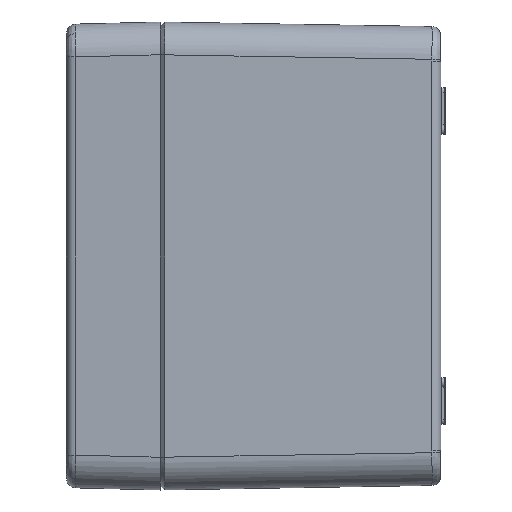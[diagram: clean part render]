
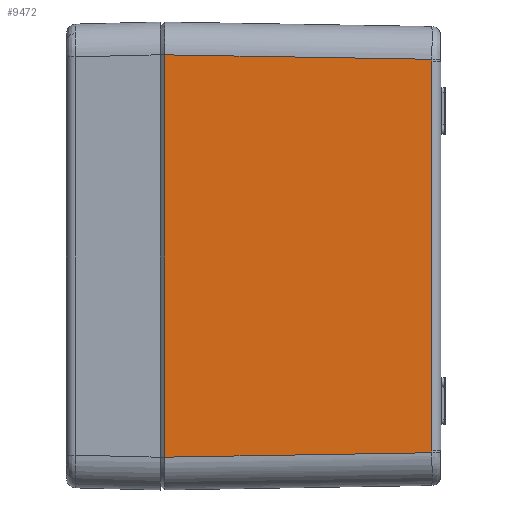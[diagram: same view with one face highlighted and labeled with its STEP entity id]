
A CAD part, left-side view. The second image highlights one B-rep face of the part: STEP entity #9472.
In plain terms, the highlighted planar face has unit normal (-1, -0.017, 0).
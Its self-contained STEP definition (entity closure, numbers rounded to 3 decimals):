
#6224 = LINE ( 'NONE', #11161, #7596 ) ;
#6225 = LINE ( 'NONE', #11163, #7597 ) ;
#6226 = LINE ( 'NONE', #11169, #7598 ) ;
#6227 = LINE ( 'NONE', #11171, #7599 ) ;
#7596 = VECTOR ( 'NONE', #11162, 1000. ) ;
#7597 = VECTOR ( 'NONE', #11164, 1000. ) ;
#7598 = VECTOR ( 'NONE', #11170, 1000. ) ;
#7599 = VECTOR ( 'NONE', #11172, 1000. ) ;
#8912 = B_SPLINE_CURVE_WITH_KNOTS ( 'NONE', 3,
 ( #11157, #11158, #11159, #11160 ),
 .UNSPECIFIED., .F., .F.,
 ( 4, 4 ),
 ( 0., 0. ),
 .UNSPECIFIED. ) ;
#8913 = B_SPLINE_CURVE_WITH_KNOTS ( 'NONE', 3,
 ( #11165, #11166, #11167, #11168 ),
 .UNSPECIFIED., .F., .F.,
 ( 4, 4 ),
 ( 0., 0. ),
 .UNSPECIFIED. ) ;
#9472 = ADVANCED_FACE ( 'NONE', ( #34995 ), #33484, .T. ) ;
#9683 = CARTESIAN_POINT ( 'NONE',  ( -49.983, -1., -42.984 ) ) ;
#9684 = CARTESIAN_POINT ( 'NONE',  ( -49.033, -58.036, -42.034 ) ) ;
#9686 = CARTESIAN_POINT ( 'NONE',  ( -49.033, -58.033, -41.659 ) ) ;
#9688 = CARTESIAN_POINT ( 'NONE',  ( -49.033, -58.033, 41.659 ) ) ;
#9689 = CARTESIAN_POINT ( 'NONE',  ( -49.033, -58.036, 42.034 ) ) ;
#9691 = CARTESIAN_POINT ( 'NONE',  ( -49.983, -1., 42.984 ) ) ;
#11157 = CARTESIAN_POINT ( 'NONE',  ( -49.033, -58.036, -42.034 ) ) ;
#11158 = CARTESIAN_POINT ( 'NONE',  ( -49.033, -58.034, -41.909 ) ) ;
#11159 = CARTESIAN_POINT ( 'NONE',  ( -49.033, -58.033, -41.784 ) ) ;
#11160 = CARTESIAN_POINT ( 'NONE',  ( -49.033, -58.033, -41.659 ) ) ;
#11161 = CARTESIAN_POINT ( 'NONE',  ( -50.002, 0.117, -43.003 ) ) ;
#11162 = DIRECTION ( 'NONE',  ( 0.017, -1., 0.017 ) ) ;
#11163 = CARTESIAN_POINT ( 'NONE',  ( -49.033, -58.033, 42.001 ) ) ;
#11164 = DIRECTION ( 'NONE',  ( 0., 0., 1. ) ) ;
#11165 = CARTESIAN_POINT ( 'NONE',  ( -49.033, -58.033, 41.659 ) ) ;
#11166 = CARTESIAN_POINT ( 'NONE',  ( -49.033, -58.033, 41.784 ) ) ;
#11167 = CARTESIAN_POINT ( 'NONE',  ( -49.033, -58.034, 41.909 ) ) ;
#11168 = CARTESIAN_POINT ( 'NONE',  ( -49.033, -58.036, 42.034 ) ) ;
#11169 = CARTESIAN_POINT ( 'NONE',  ( -49.974, -1.549, 42.975 ) ) ;
#11170 = DIRECTION ( 'NONE',  ( -0.017, 1., 0.017 ) ) ;
#11171 = CARTESIAN_POINT ( 'NONE',  ( -49.983, -1., -50. ) ) ;
#11172 = DIRECTION ( 'NONE',  ( 0., 0., -1. ) ) ;
#18851 = EDGE_LOOP ( 'NONE', ( #22928, #22930, #22929, #22931, #22932, #22933 ) ) ;
#20922 = VERTEX_POINT ( 'NONE', #9683 ) ;
#20923 = VERTEX_POINT ( 'NONE', #9684 ) ;
#20924 = VERTEX_POINT ( 'NONE', #9686 ) ;
#20925 = VERTEX_POINT ( 'NONE', #9688 ) ;
#20926 = VERTEX_POINT ( 'NONE', #9689 ) ;
#20927 = VERTEX_POINT ( 'NONE', #9691 ) ;
#22928 = ORIENTED_EDGE ( 'NONE', *, *, #23626, .T. ) ;
#22929 = ORIENTED_EDGE ( 'NONE', *, *, #23627, .T. ) ;
#22930 = ORIENTED_EDGE ( 'NONE', *, *, #23625, .T. ) ;
#22931 = ORIENTED_EDGE ( 'NONE', *, *, #23628, .T. ) ;
#22932 = ORIENTED_EDGE ( 'NONE', *, *, #23629, .T. ) ;
#22933 = ORIENTED_EDGE ( 'NONE', *, *, #23630, .T. ) ;
#23625 = EDGE_CURVE ( 'NONE', #20923, #20924, #8912, .T. ) ;
#23626 = EDGE_CURVE ( 'NONE', #20922, #20923, #6224, .T. ) ;
#23627 = EDGE_CURVE ( 'NONE', #20924, #20925, #6225, .T. ) ;
#23628 = EDGE_CURVE ( 'NONE', #20925, #20926, #8913, .T. ) ;
#23629 = EDGE_CURVE ( 'NONE', #20926, #20927, #6226, .T. ) ;
#23630 = EDGE_CURVE ( 'NONE', #20927, #20922, #6227, .T. ) ;
#33484 = PLANE ( 'NONE',  #34369 ) ;
#33485 = CARTESIAN_POINT ( 'NONE',  ( -50., 0., -50. ) ) ;
#33486 = DIRECTION ( 'NONE',  ( -1., -0.017, 0. ) ) ;
#33487 = DIRECTION ( 'NONE',  ( 0.017, -1., 0. ) ) ;
#34369 = AXIS2_PLACEMENT_3D ( 'NONE', #33485, #33486, #33487 ) ;
#34995 = FACE_OUTER_BOUND ( 'NONE', #18851, .T. ) ;
